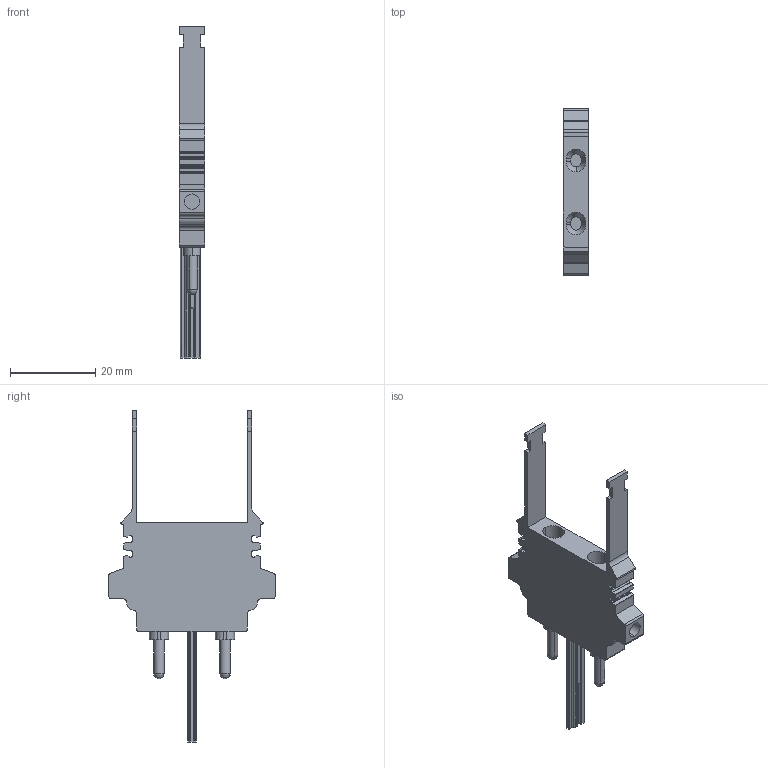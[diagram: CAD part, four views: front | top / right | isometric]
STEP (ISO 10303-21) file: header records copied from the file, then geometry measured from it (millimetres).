
FILE_DESCRIPTION(('CATIA V5R20 STEP214'),'2;1');
FILE_NAME ('363389_1', '2014-10-29T13:38:50+00:00', ('Weidmueller Interface'), ('Weidmueller'), 'CATIA Version 5 Release 20 SP 5 (IN-10)', 'CATIA V5 STEP AP214', 'none');
FILE_SCHEMA(('AUTOMOTIVE_DESIGN { 1 0 10303 214 1 1 1 1 }'));
Length unit declared in the file: millimetre
Products named in the file (1): 1915470000_WTA_8_TN-KO
Bounding box: 6 x 39 x 77.9 mm (x, y, z)
Volume: 5146 mm3; surface area: 4107.4 mm2
Topology: 3 solids, 3 shells, 252 faces, 726 edges, 486 vertices
Faces by surface type: plane 136, cylinder 65, extrusion 36, torus 6, cone 5, revolution 4
Entity records: 8387 total; most frequent: CARTESIAN_POINT 2165, ORIENTED_EDGE 1452, DIRECTION 967, EDGE_CURVE 726, VERTEX_POINT 486, VECTOR 479, LINE 443, AXIS2_PLACEMENT_3D 339
